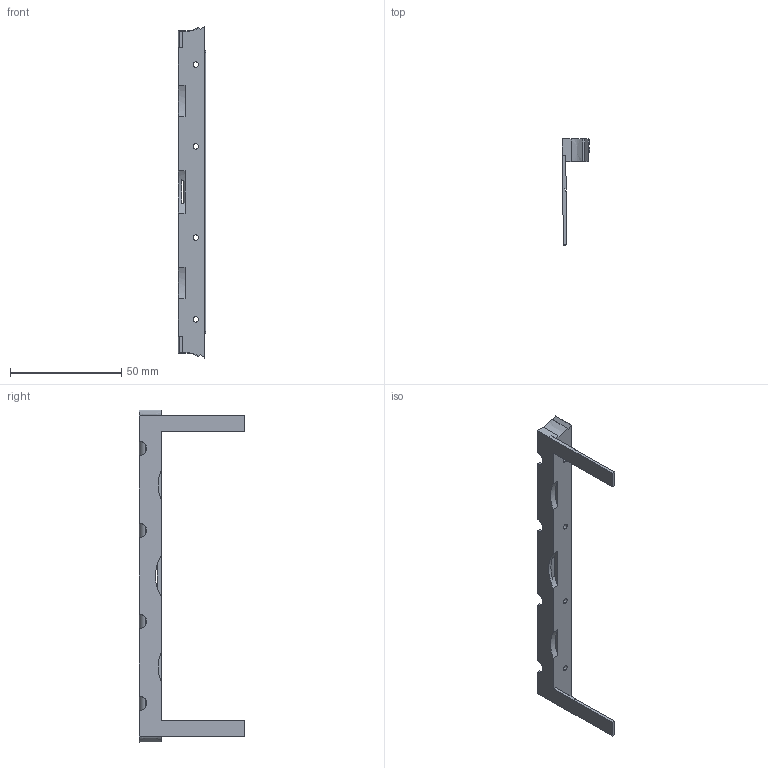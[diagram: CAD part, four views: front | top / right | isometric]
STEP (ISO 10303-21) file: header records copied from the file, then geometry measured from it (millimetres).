
FILE_DESCRIPTION (( 'STEP AP203' ), '1' );
FILE_NAME ('Fibox HFP 180.STEP', '2005-11-30T13:37:11', ( ' ' ), ( ' ' ), 'SwSTEP 2.0', 'SolidWorks 2005187', '' );
FILE_SCHEMA (( 'CONFIG_CONTROL_DESIGN' ));
Length unit declared in the file: millimetre
Products named in the file (1): Fibox HFP 180
Bounding box: 12.3 x 47.5 x 149.5 mm (x, y, z)
Volume: 11736.5 mm3; surface area: 14455.7 mm2
Topology: 2 solids, 2 shells, 132 faces, 374 edges, 242 vertices
Faces by surface type: plane 67, cylinder 57, sphere 4, cone 2, torus 2
Entity records: 4472 total; most frequent: CARTESIAN_POINT 876, DIRECTION 742, ORIENTED_EDGE 740, EDGE_CURVE 370, AXIS2_PLACEMENT_3D 260, VERTEX_POINT 242, VECTOR 222, LINE 222
